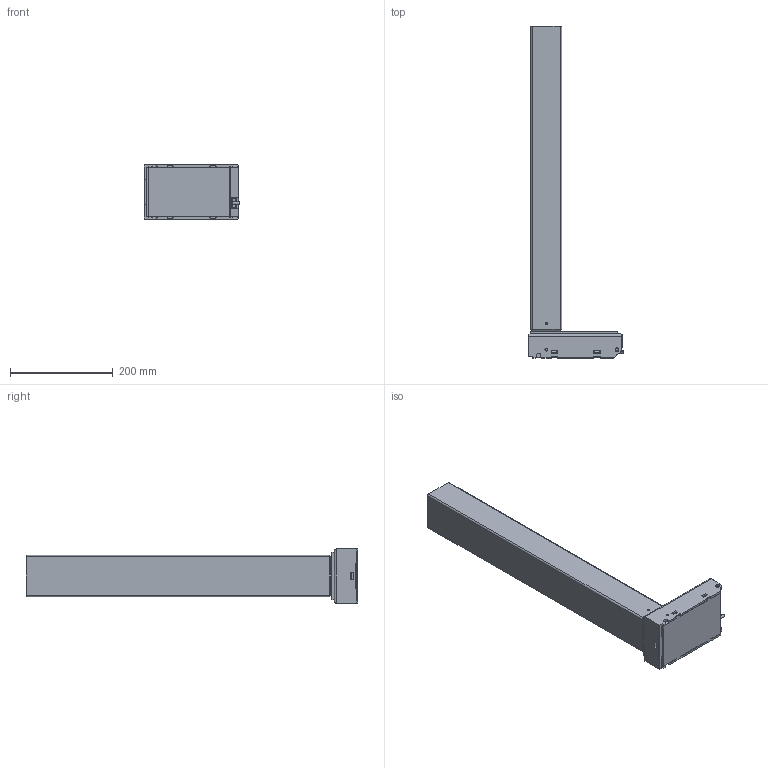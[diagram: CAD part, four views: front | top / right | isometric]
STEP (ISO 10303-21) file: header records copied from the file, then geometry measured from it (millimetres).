
FILE_DESCRIPTION (( 'STEP AP203' ), '1' );
FILE_NAME ('ｲ｣ｫ~､Tｺ釞ﾒｫｬｹﾏ-TL15｡]ｼﾐｷﾇ｡^-A.LSDPRT-1.STEP', '2017-12-04T03:32:22', ( '' ), ( '' ), 'SwSTEP 2.0', 'SolidWorks 2015', '' );
FILE_SCHEMA (( 'CONFIG_CONTROL_DESIGN' ));
Length unit declared in the file: millimetre
Products named in the file (1): 產品三維模型圖-TL15（標準）-A.LSDPRT-1
Bounding box: 185.5 x 645 x 107 mm (x, y, z)
Volume: 3750472.3 mm3; surface area: 279592.3 mm2
Topology: 2 solids, 4 shells, 472 faces, 1242 edges, 768 vertices
Faces by surface type: plane 262, cylinder 148, torus 26, cone 24, bspline 6, sphere 6
Entity records: 14601 total; most frequent: CARTESIAN_POINT 2903, ORIENTED_EDGE 2452, DIRECTION 2372, EDGE_CURVE 1226, LINE 886, VECTOR 886, VERTEX_POINT 768, AXIS2_PLACEMENT_3D 743
